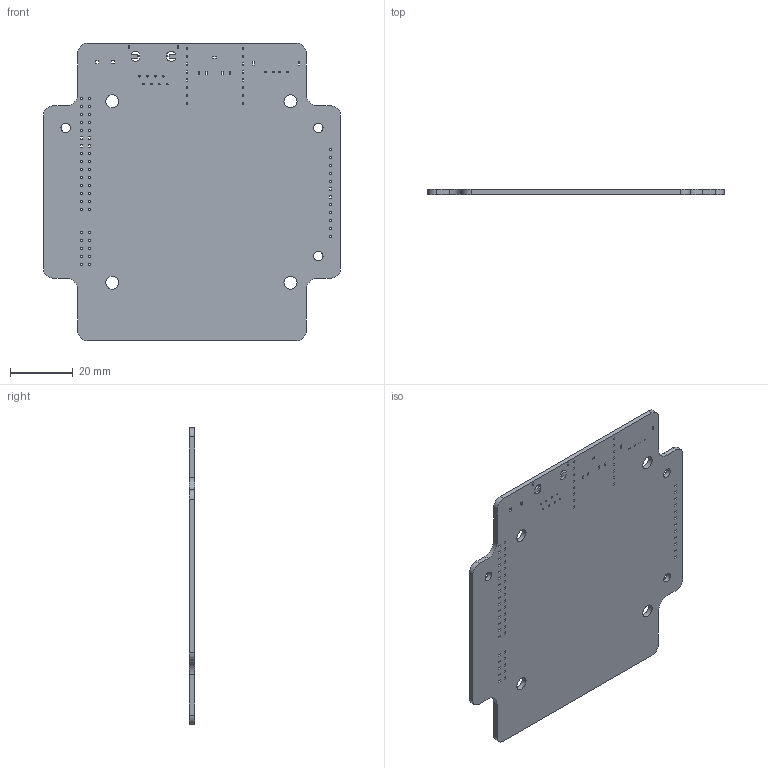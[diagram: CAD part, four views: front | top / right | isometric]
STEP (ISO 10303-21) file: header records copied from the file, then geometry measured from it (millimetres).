
FILE_DESCRIPTION(/* description */ (''),/* implementation_level */ '2;1');
FILE_NAME(/* name */ 'PCBMainBoard2.stp',/* time_stamp */ '2023-08-10T21:55:51+02:00',/* author */ ('micha'),/* organization */ (''),/* preprocessor_version */ 'ST-DEVELOPER v18.1',/* originating_system */ 'Autodesk Inventor 2021',/* authorisation */ '');
FILE_SCHEMA (('AUTOMOTIVE_DESIGN { 1 0 10303 214 3 1 1 }'));
Length unit declared in the file: millimetre
Products named in the file (1): PCB
Bounding box: 95 x 1.6 x 95 mm (x, y, z)
Volume: 12827.9 mm3; surface area: 17166.1 mm2
Topology: 1 solids, 1 shells, 411 faces, 1327 edges, 1005 vertices
Faces by surface type: plane 369, cylinder 42
Full cylindrical faces by diameter (mm): 0.45 x8, 3 x3, 4.2 x4, 6 x3
Entity records: 14821 total; most frequent: CARTESIAN_POINT 2708, ORIENTED_EDGE 2486, DIRECTION 2272, EDGE_CURVE 1243, LINE 1134, VECTOR 1134, VERTEX_POINT 837, EDGE_LOOP 618
